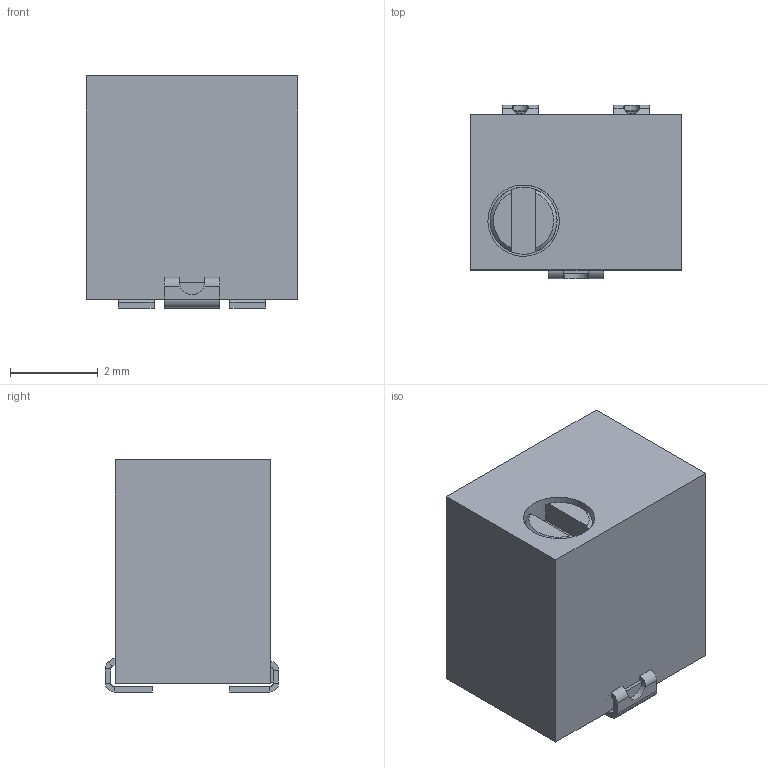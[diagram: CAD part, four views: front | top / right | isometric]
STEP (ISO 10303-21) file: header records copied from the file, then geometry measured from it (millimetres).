
FILE_DESCRIPTION(/* description */ (''),/* implementation_level */ '2;1');
FILE_NAME(/* name */ '3214W.step',/* time_stamp */ '2020-03-21T08:24:55-04:00',/* author */ (''),/* organization */ (''),/* preprocessor_version */ 'ST-DEVELOPER v18',/* originating_system */ 'Autodesk Translation Framework v8.12.0.6',/* authorisation */ '');
FILE_SCHEMA (('AUTOMOTIVE_DESIGN { 1 0 10303 214 3 1 1 }'));
Length unit declared in the file: inch
Products named in the file (1): 3214W
Bounding box: 4.83 x 3.96 x 5.28 mm (x, y, z)
Volume: 86.7 mm3; surface area: 144.2 mm2
Topology: 2 solids, 2 shells, 145 faces, 380 edges, 236 vertices
Faces by surface type: plane 101, cylinder 30, bspline 12, cone 2
Full cylindrical faces by diameter (mm): 1.524 x1, 1.626 x1
Entity records: 4951 total; most frequent: CARTESIAN_POINT 1285, ORIENTED_EDGE 760, DIRECTION 676, EDGE_CURVE 380, LINE 288, VECTOR 288, VERTEX_POINT 236, AXIS2_PLACEMENT_3D 194
